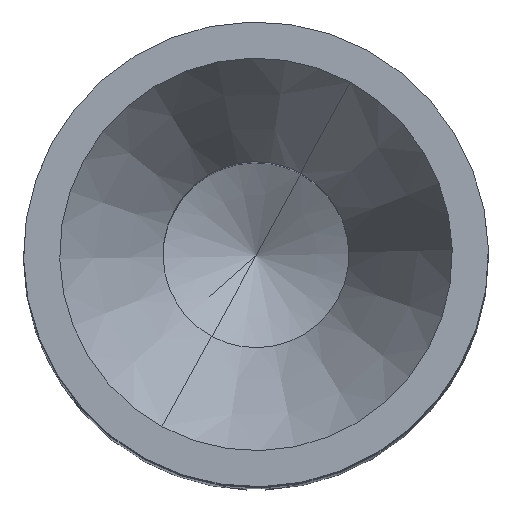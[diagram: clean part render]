
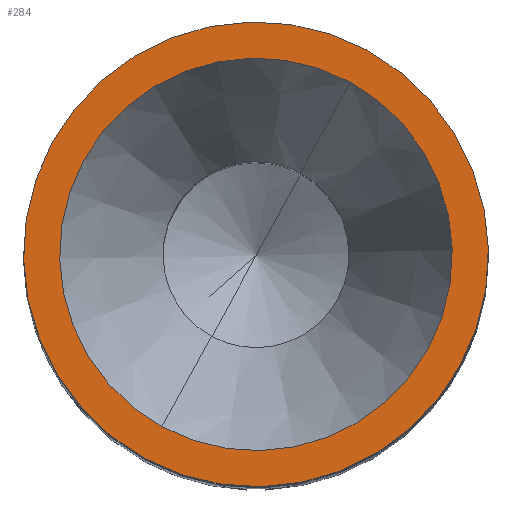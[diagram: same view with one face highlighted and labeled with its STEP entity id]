
A CAD part, top view. The second image highlights one B-rep face of the part: STEP entity #284.
In plain terms, the highlighted planar face has unit normal (0, 0, 1).
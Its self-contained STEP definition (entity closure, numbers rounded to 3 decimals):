
#160=AXIS2_PLACEMENT_3D('Circle Axis2P3D',#158,#159,$) ;
#247=AXIS2_PLACEMENT_3D('Circle Axis2P3D',#245,#246,$) ;
#260=AXIS2_PLACEMENT_3D('Plane Axis2P3D',#257,#258,#259) ;
#264=AXIS2_PLACEMENT_3D('Circle Axis2P3D',#262,#263,$) ;
#273=AXIS2_PLACEMENT_3D('Circle Axis2P3D',#271,#272,$) ;
#158=CARTESIAN_POINT('Axis2P3D Location',(2.25,2.25,22.3)) ;
#162=CARTESIAN_POINT('Vertex',(1.339,0.583,22.3)) ;
#164=CARTESIAN_POINT('Vertex',(3.161,3.917,22.3)) ;
#245=CARTESIAN_POINT('Axis2P3D Location',(2.25,2.25,22.3)) ;
#257=CARTESIAN_POINT('Axis2P3D Location',(2.25,4.15,22.3)) ;
#262=CARTESIAN_POINT('Axis2P3D Location',(2.25,2.25,22.3)) ;
#266=CARTESIAN_POINT('Vertex',(3.329,4.225,22.3)) ;
#268=CARTESIAN_POINT('Vertex',(1.171,0.275,22.3)) ;
#271=CARTESIAN_POINT('Axis2P3D Location',(2.25,2.25,22.3)) ;
#159=DIRECTION('Axis2P3D Direction',(0.,0.,1.)) ;
#246=DIRECTION('Axis2P3D Direction',(0.,0.,1.)) ;
#258=DIRECTION('Axis2P3D Direction',(0.,0.,-1.)) ;
#259=DIRECTION('Axis2P3D XDirection',(1.,0.,0.)) ;
#263=DIRECTION('Axis2P3D Direction',(0.,0.,-1.)) ;
#272=DIRECTION('Axis2P3D Direction',(0.,0.,-1.)) ;
#277=ORIENTED_EDGE('',*,*,#270,.F.) ;
#278=ORIENTED_EDGE('',*,*,#275,.F.) ;
#281=ORIENTED_EDGE('',*,*,#166,.T.) ;
#282=ORIENTED_EDGE('',*,*,#249,.T.) ;
#283=FACE_BOUND('',#280,.T.) ;
#284=ADVANCED_FACE('Hauptkoerper',(#279,#283),#261,.F.) ;
#161=CIRCLE('generated circle',#160,1.9) ;
#248=CIRCLE('generated circle',#247,1.9) ;
#265=CIRCLE('generated circle',#264,2.25) ;
#274=CIRCLE('generated circle',#273,2.25) ;
#166=EDGE_CURVE('',#163,#165,#161,.F.) ;
#249=EDGE_CURVE('',#165,#163,#248,.F.) ;
#270=EDGE_CURVE('',#267,#269,#265,.T.) ;
#275=EDGE_CURVE('',#269,#267,#274,.T.) ;
#276=EDGE_LOOP('',(#277,#278)) ;
#280=EDGE_LOOP('',(#281,#282)) ;
#279=FACE_OUTER_BOUND('',#276,.T.) ;
#261=PLANE('',#260) ;
#163=VERTEX_POINT('',#162) ;
#165=VERTEX_POINT('',#164) ;
#267=VERTEX_POINT('',#266) ;
#269=VERTEX_POINT('',#268) ;
